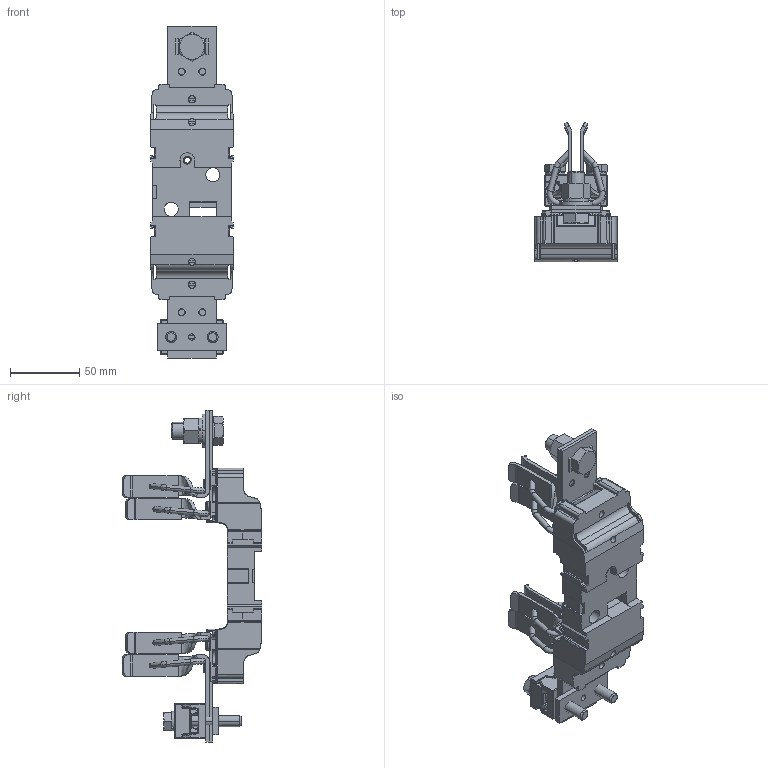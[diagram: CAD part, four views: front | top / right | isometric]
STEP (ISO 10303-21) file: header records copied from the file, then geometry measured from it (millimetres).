
FILE_DESCRIPTION((''),'2;1');
FILE_NAME('004121600_PT3_M12-M12_1P_ASM','2023-10-25T13:10:28',('klemen.sitar'),('Audax d.o.o.'),'CREO PARAMETRIC BY PTC INC, 2021304','CREO PARAMETRIC BY PTC INC, 2021304','');
FILE_SCHEMA(('AP242_MANAGED_MODEL_BASED_3D_ENGINEERING_MIM_LF { 1 0 10303 442 1 1 4 }'));
Products named in the file (20): ASM0024_ASM_1_1_ASM_1_1_1; 0000047317_1_1_2_3_1_1_1; 0000038459_1_1_1_1; 0000038462_1_1_1_1; 0000038678_1_1_1_1; BASE_ASM; 0000033927_1_1_1_1; 0000032770_1_1_1_1; 0000032788_1_1_1_1; 0000032765_1_1_1_1; M12_B_ASM; ETI_LOGO_13_2X7_71MM; 66812_FEDERRING_DIN_127_A8_1__1; 68111_SECHSKANTSCHRAUBE_M8X50_1; WLOGO_1_1_1_2_1_1; 70199_KLEMMENTEIL_GR3_1_1_1_2_2; 57401_KLEMMENUNTERTEIL_1_1_1__1; ASM0009_ASM_1_1_AF0_ASM_1_1_ASM; P3_TOP_AF0_ASM_1_1_ASM; 004121600_PT3_M12-M12_1P_ASM
Assembly tree (29 placements, depth 4):
  004121600_PT3_M12-M12_1P_ASM
    BASE_ASM
      ASM0024_ASM_1_1_ASM_1_1_1
      0000047317_1_1_2_3_1_1_1  x4
      0000038459_1_1_1_1  x2
      0000038462_1_1_1_1  x2
      0000038678_1_1_1_1  x4
    M12_B_ASM
      0000033927_1_1_1_1
      0000032770_1_1_1_1
      0000032788_1_1_1_1
      0000032765_1_1_1_1
    ETI_LOGO_13_2X7_71MM
    P3_TOP_AF0_ASM_1_1_ASM
      66812_FEDERRING_DIN_127_A8_1__1  x2
      68111_SECHSKANTSCHRAUBE_M8X50_1  x2
      WLOGO_1_1_1_2_1_1
      ASM0009_ASM_1_1_AF0_ASM_1_1_ASM
        70199_KLEMMENTEIL_GR3_1_1_1_2_2
        57401_KLEMMENUNTERTEIL_1_1_1__1
Bounding box: 59.8 x 101 x 240 mm (x, y, z)
Volume: 86247.9 mm3; surface area: 109685.2 mm2
Topology: 26 solids, 39 shells, 2475 faces, 6285 edges, 3786 vertices
Faces by surface type: plane 887, cylinder 873, bspline 294, cone 204, torus 156, sphere 34, extrusion 27
Entity records: 122633 total; most frequent: CARTESIAN_POINT 54498, ORIENTED_EDGE 10580, DIRECTION 9837, EDGE_CURVE 5301, PRESENTATION_STYLE_ASSIGNMENT 4388, STYLED_ITEM 4388, CURVE_STYLE 3641, AXIS2_PLACEMENT_3D 3575
